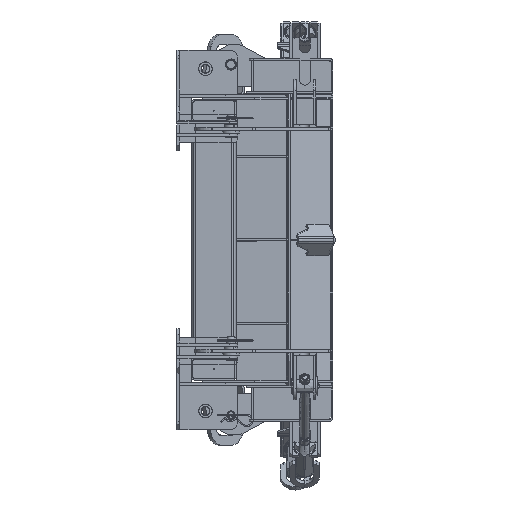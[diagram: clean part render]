
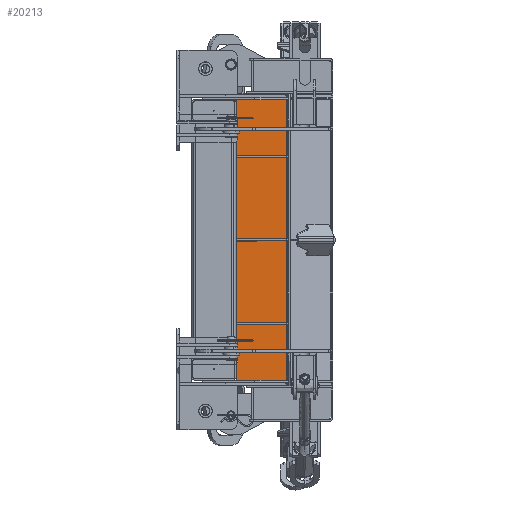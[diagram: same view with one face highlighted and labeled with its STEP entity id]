
A CAD part, left-side view. The second image highlights one B-rep face of the part: STEP entity #20213.
In plain terms, the highlighted free-form (B-spline) face has degree [1, 1] with [2, 2] control points.
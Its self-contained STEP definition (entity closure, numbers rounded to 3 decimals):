
#19991 = VERTEX_POINT('',#19992);
#19992 = CARTESIAN_POINT('',(-886.506,352.886,
    5541.794));
#19997 = EDGE_CURVE('',#19998,#19991,#20000,.T.);
#19998 = VERTEX_POINT('',#19999);
#19999 = CARTESIAN_POINT('',(-886.506,352.886,
    5808.78));
#20000 = B_SPLINE_CURVE_WITH_KNOTS('',1,(#20001,#20002),.UNSPECIFIED.,
  .F.,.F.,(2,2),(-1017.8,-817.2),.PIECEWISE_BEZIER_KNOTS.);
#20001 = CARTESIAN_POINT('',(-886.506,352.886,
    5808.78));
#20002 = CARTESIAN_POINT('',(-886.506,352.886,
    5541.794));
#20017 = EDGE_CURVE('',#20018,#20020,#20022,.T.);
#20018 = VERTEX_POINT('',#20019);
#20019 = CARTESIAN_POINT('',(-886.506,352.886,
    5530.614));
#20020 = VERTEX_POINT('',#20021);
#20021 = CARTESIAN_POINT('',(-886.506,352.886,
    5142.514));
#20022 = B_SPLINE_CURVE_WITH_KNOTS('',1,(#20023,#20024),.UNSPECIFIED.,
  .F.,.F.,(2,2),(-808.8,-517.2),.PIECEWISE_BEZIER_KNOTS.);
#20023 = CARTESIAN_POINT('',(-886.506,352.886,
    5530.614));
#20024 = CARTESIAN_POINT('',(-886.506,352.886,
    5142.514));
#20053 = EDGE_CURVE('',#20054,#20056,#20058,.T.);
#20054 = VERTEX_POINT('',#20055);
#20055 = CARTESIAN_POINT('',(-886.506,352.886,
    5131.334));
#20056 = VERTEX_POINT('',#20057);
#20057 = CARTESIAN_POINT('',(-886.506,352.886,
    4743.234));
#20058 = B_SPLINE_CURVE_WITH_KNOTS('',1,(#20059,#20060),.UNSPECIFIED.,
  .F.,.F.,(2,2),(-508.8,-217.2),.PIECEWISE_BEZIER_KNOTS.);
#20059 = CARTESIAN_POINT('',(-886.506,352.886,
    5131.334));
#20060 = CARTESIAN_POINT('',(-886.506,352.886,
    4743.234));
#20099 = VERTEX_POINT('',#20100);
#20100 = CARTESIAN_POINT('',(-886.506,253.066,
    5819.693));
#20105 = EDGE_CURVE('',#20106,#20099,#20108,.T.);
#20106 = VERTEX_POINT('',#20107);
#20107 = CARTESIAN_POINT('',(-886.506,92.023,
    5819.693));
#20108 = B_SPLINE_CURVE_WITH_KNOTS('',1,(#20109,#20110),.UNSPECIFIED.,
  .F.,.F.,(2,2),(-196.,-75.),.PIECEWISE_BEZIER_KNOTS.);
#20109 = CARTESIAN_POINT('',(-886.506,92.023,
    5819.693));
#20110 = CARTESIAN_POINT('',(-886.506,253.066,
    5819.693));
#20125 = EDGE_CURVE('',#20126,#20128,#20130,.T.);
#20126 = VERTEX_POINT('',#20127);
#20127 = CARTESIAN_POINT('',(-886.506,352.886,
    4732.054));
#20128 = VERTEX_POINT('',#20129);
#20129 = CARTESIAN_POINT('',(-886.506,352.886,
    4465.069));
#20130 = B_SPLINE_CURVE_WITH_KNOTS('',1,(#20131,#20132),.UNSPECIFIED.,
  .F.,.F.,(2,2),(-208.8,-8.2),.PIECEWISE_BEZIER_KNOTS.);
#20131 = CARTESIAN_POINT('',(-886.506,352.886,
    4732.054));
#20132 = CARTESIAN_POINT('',(-886.506,352.886,
    4465.069));
#20161 = EDGE_CURVE('',#20162,#20164,#20166,.T.);
#20162 = VERTEX_POINT('',#20163);
#20163 = CARTESIAN_POINT('',(-886.506,253.066,
    4454.155));
#20164 = VERTEX_POINT('',#20165);
#20165 = CARTESIAN_POINT('',(-886.506,92.023,
    4454.155));
#20166 = B_SPLINE_CURVE_WITH_KNOTS('',1,(#20167,#20168),.UNSPECIFIED.,
  .F.,.F.,(2,2),(75.,196.),.PIECEWISE_BEZIER_KNOTS.);
#20167 = CARTESIAN_POINT('',(-886.506,253.066,
    4454.155));
#20168 = CARTESIAN_POINT('',(-886.506,92.023,
    4454.155));
#20203 = EDGE_CURVE('',#20164,#20106,#20204,.T.);
#20204 = B_SPLINE_CURVE_WITH_KNOTS('',1,(#20205,#20206),.UNSPECIFIED.,
  .F.,.F.,(2,2),(0.,1026.),.PIECEWISE_BEZIER_KNOTS.);
#20205 = CARTESIAN_POINT('',(-886.506,92.023,
    4454.155));
#20206 = CARTESIAN_POINT('',(-886.506,92.023,
    5819.693));
#20213 = ADVANCED_FACE('',(#20214),#20304,.T.);
#20214 = FACE_BOUND('',#20215,.T.);
#20215 = EDGE_LOOP('',(#20216,#20223,#20230,#20235,#20236,#20243,#20250,
    #20255,#20256,#20263,#20270,#20275,#20276,#20283,#20288,#20289,
    #20290,#20291,#20298,#20303));
#20216 = ORIENTED_EDGE('',*,*,#20217,.F.);
#20217 = EDGE_CURVE('',#20218,#19991,#20220,.T.);
#20218 = VERTEX_POINT('',#20219);
#20219 = CARTESIAN_POINT('',(-886.506,253.066,
    5541.794));
#20220 = B_SPLINE_CURVE_WITH_KNOTS('',1,(#20221,#20222),.UNSPECIFIED.,
  .F.,.F.,(2,2),(0.,75.),.PIECEWISE_BEZIER_KNOTS.);
#20221 = CARTESIAN_POINT('',(-886.506,253.066,
    5541.794));
#20222 = CARTESIAN_POINT('',(-886.506,352.886,
    5541.794));
#20223 = ORIENTED_EDGE('',*,*,#20224,.F.);
#20224 = EDGE_CURVE('',#20225,#20218,#20227,.T.);
#20225 = VERTEX_POINT('',#20226);
#20226 = CARTESIAN_POINT('',(-886.506,253.066,
    5530.614));
#20227 = B_SPLINE_CURVE_WITH_KNOTS('',1,(#20228,#20229),.UNSPECIFIED.,
  .F.,.F.,(2,2),(0.,8.4),.PIECEWISE_BEZIER_KNOTS.);
#20228 = CARTESIAN_POINT('',(-886.506,253.066,
    5530.614));
#20229 = CARTESIAN_POINT('',(-886.506,253.066,
    5541.794));
#20230 = ORIENTED_EDGE('',*,*,#20231,.F.);
#20231 = EDGE_CURVE('',#20018,#20225,#20232,.T.);
#20232 = B_SPLINE_CURVE_WITH_KNOTS('',1,(#20233,#20234),.UNSPECIFIED.,
  .F.,.F.,(2,2),(-75.,-0.),.PIECEWISE_BEZIER_KNOTS.);
#20233 = CARTESIAN_POINT('',(-886.506,352.886,
    5530.614));
#20234 = CARTESIAN_POINT('',(-886.506,253.066,
    5530.614));
#20235 = ORIENTED_EDGE('',*,*,#20017,.T.);
#20236 = ORIENTED_EDGE('',*,*,#20237,.F.);
#20237 = EDGE_CURVE('',#20238,#20020,#20240,.T.);
#20238 = VERTEX_POINT('',#20239);
#20239 = CARTESIAN_POINT('',(-886.506,253.066,
    5142.514));
#20240 = B_SPLINE_CURVE_WITH_KNOTS('',1,(#20241,#20242),.UNSPECIFIED.,
  .F.,.F.,(2,2),(0.,75.),.PIECEWISE_BEZIER_KNOTS.);
#20241 = CARTESIAN_POINT('',(-886.506,253.066,
    5142.514));
#20242 = CARTESIAN_POINT('',(-886.506,352.886,
    5142.514));
#20243 = ORIENTED_EDGE('',*,*,#20244,.F.);
#20244 = EDGE_CURVE('',#20245,#20238,#20247,.T.);
#20245 = VERTEX_POINT('',#20246);
#20246 = CARTESIAN_POINT('',(-886.506,253.066,
    5131.334));
#20247 = B_SPLINE_CURVE_WITH_KNOTS('',1,(#20248,#20249),.UNSPECIFIED.,
  .F.,.F.,(2,2),(0.,8.4),.PIECEWISE_BEZIER_KNOTS.);
#20248 = CARTESIAN_POINT('',(-886.506,253.066,
    5131.334));
#20249 = CARTESIAN_POINT('',(-886.506,253.066,
    5142.514));
#20250 = ORIENTED_EDGE('',*,*,#20251,.F.);
#20251 = EDGE_CURVE('',#20054,#20245,#20252,.T.);
#20252 = B_SPLINE_CURVE_WITH_KNOTS('',1,(#20253,#20254),.UNSPECIFIED.,
  .F.,.F.,(2,2),(-75.,-0.),.PIECEWISE_BEZIER_KNOTS.);
#20253 = CARTESIAN_POINT('',(-886.506,352.886,
    5131.334));
#20254 = CARTESIAN_POINT('',(-886.506,253.066,
    5131.334));
#20255 = ORIENTED_EDGE('',*,*,#20053,.T.);
#20256 = ORIENTED_EDGE('',*,*,#20257,.F.);
#20257 = EDGE_CURVE('',#20258,#20056,#20260,.T.);
#20258 = VERTEX_POINT('',#20259);
#20259 = CARTESIAN_POINT('',(-886.506,253.066,
    4743.234));
#20260 = B_SPLINE_CURVE_WITH_KNOTS('',1,(#20261,#20262),.UNSPECIFIED.,
  .F.,.F.,(2,2),(0.,75.),.PIECEWISE_BEZIER_KNOTS.);
#20261 = CARTESIAN_POINT('',(-886.506,253.066,
    4743.234));
#20262 = CARTESIAN_POINT('',(-886.506,352.886,
    4743.234));
#20263 = ORIENTED_EDGE('',*,*,#20264,.F.);
#20264 = EDGE_CURVE('',#20265,#20258,#20267,.T.);
#20265 = VERTEX_POINT('',#20266);
#20266 = CARTESIAN_POINT('',(-886.506,253.066,
    4732.054));
#20267 = B_SPLINE_CURVE_WITH_KNOTS('',1,(#20268,#20269),.UNSPECIFIED.,
  .F.,.F.,(2,2),(0.,8.4),.PIECEWISE_BEZIER_KNOTS.);
#20268 = CARTESIAN_POINT('',(-886.506,253.066,
    4732.054));
#20269 = CARTESIAN_POINT('',(-886.506,253.066,
    4743.234));
#20270 = ORIENTED_EDGE('',*,*,#20271,.F.);
#20271 = EDGE_CURVE('',#20126,#20265,#20272,.T.);
#20272 = B_SPLINE_CURVE_WITH_KNOTS('',1,(#20273,#20274),.UNSPECIFIED.,
  .F.,.F.,(2,2),(-75.,-0.),.PIECEWISE_BEZIER_KNOTS.);
#20273 = CARTESIAN_POINT('',(-886.506,352.886,
    4732.054));
#20274 = CARTESIAN_POINT('',(-886.506,253.066,
    4732.054));
#20275 = ORIENTED_EDGE('',*,*,#20125,.T.);
#20276 = ORIENTED_EDGE('',*,*,#20277,.F.);
#20277 = EDGE_CURVE('',#20278,#20128,#20280,.T.);
#20278 = VERTEX_POINT('',#20279);
#20279 = CARTESIAN_POINT('',(-886.506,253.066,
    4465.069));
#20280 = B_SPLINE_CURVE_WITH_KNOTS('',1,(#20281,#20282),.UNSPECIFIED.,
  .F.,.F.,(2,2),(0.,75.),.PIECEWISE_BEZIER_KNOTS.);
#20281 = CARTESIAN_POINT('',(-886.506,253.066,
    4465.069));
#20282 = CARTESIAN_POINT('',(-886.506,352.886,
    4465.069));
#20283 = ORIENTED_EDGE('',*,*,#20284,.F.);
#20284 = EDGE_CURVE('',#20162,#20278,#20285,.T.);
#20285 = B_SPLINE_CURVE_WITH_KNOTS('',1,(#20286,#20287),.UNSPECIFIED.,
  .F.,.F.,(2,2),(-8.2,0.),.PIECEWISE_BEZIER_KNOTS.);
#20286 = CARTESIAN_POINT('',(-886.506,253.066,
    4454.155));
#20287 = CARTESIAN_POINT('',(-886.506,253.066,
    4465.069));
#20288 = ORIENTED_EDGE('',*,*,#20161,.T.);
#20289 = ORIENTED_EDGE('',*,*,#20203,.T.);
#20290 = ORIENTED_EDGE('',*,*,#20105,.T.);
#20291 = ORIENTED_EDGE('',*,*,#20292,.F.);
#20292 = EDGE_CURVE('',#20293,#20099,#20295,.T.);
#20293 = VERTEX_POINT('',#20294);
#20294 = CARTESIAN_POINT('',(-886.506,253.066,
    5808.78));
#20295 = B_SPLINE_CURVE_WITH_KNOTS('',1,(#20296,#20297),.UNSPECIFIED.,
  .F.,.F.,(2,2),(0.,8.2),.PIECEWISE_BEZIER_KNOTS.);
#20296 = CARTESIAN_POINT('',(-886.506,253.066,
    5808.78));
#20297 = CARTESIAN_POINT('',(-886.506,253.066,
    5819.693));
#20298 = ORIENTED_EDGE('',*,*,#20299,.F.);
#20299 = EDGE_CURVE('',#19998,#20293,#20300,.T.);
#20300 = B_SPLINE_CURVE_WITH_KNOTS('',1,(#20301,#20302),.UNSPECIFIED.,
  .F.,.F.,(2,2),(-75.,-0.),.PIECEWISE_BEZIER_KNOTS.);
#20301 = CARTESIAN_POINT('',(-886.506,352.886,
    5808.78));
#20302 = CARTESIAN_POINT('',(-886.506,253.066,
    5808.78));
#20303 = ORIENTED_EDGE('',*,*,#19997,.T.);
#20304 = B_SPLINE_SURFACE_WITH_KNOTS('',1,1,(
    (#20305,#20306)
    ,(#20307,#20308
  )),.UNSPECIFIED.,.F.,.F.,.F.,(2,2),(2,2),(-513.,513.),(-98.,98.),
  .PIECEWISE_BEZIER_KNOTS.);
#20305 = CARTESIAN_POINT('',(-886.506,92.023,
    4454.155));
#20306 = CARTESIAN_POINT('',(-886.506,352.886,
    4454.155));
#20307 = CARTESIAN_POINT('',(-886.506,92.023,
    5819.693));
#20308 = CARTESIAN_POINT('',(-886.506,352.886,
    5819.693));
